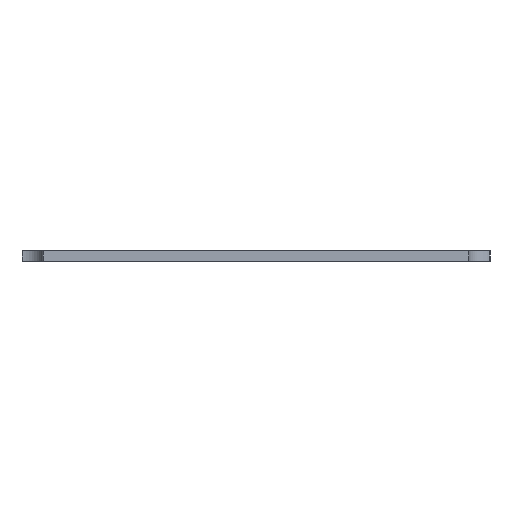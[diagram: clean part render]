
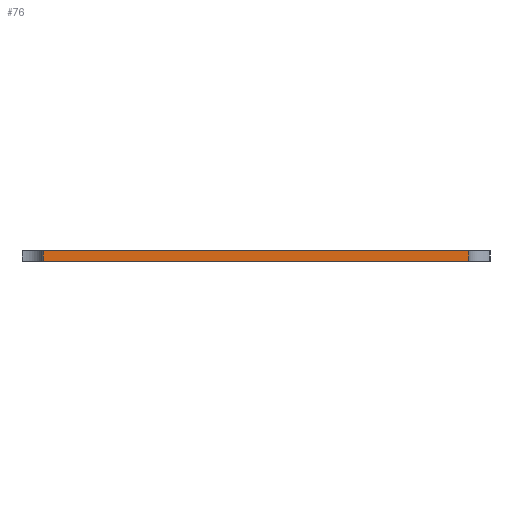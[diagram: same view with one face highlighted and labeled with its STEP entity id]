
A CAD part, left-side view. The second image highlights one B-rep face of the part: STEP entity #76.
In plain terms, the highlighted planar face has unit normal (-1, 0, 0).
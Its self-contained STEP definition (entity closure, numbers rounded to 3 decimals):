
#76=ADVANCED_FACE('',(#258),#2334,.T.);
#258=FACE_OUTER_BOUND('',#440,.T.);
#440=EDGE_LOOP('',(#992,#993,#994,#995));
#992=ORIENTED_EDGE('',*,*,#1529,.T.);
#993=ORIENTED_EDGE('',*,*,#1294,.F.);
#994=ORIENTED_EDGE('',*,*,#1528,.T.);
#995=ORIENTED_EDGE('',*,*,#1392,.T.);
#1294=EDGE_CURVE('',#2056,#2057,#1775,.T.);
#1392=EDGE_CURVE('',#2180,#2181,#1837,.T.);
#1528=EDGE_CURVE('',#2056,#2180,#1930,.T.);
#1529=EDGE_CURVE('',#2181,#2057,#1931,.T.);
#1775=B_SPLINE_CURVE_WITH_KNOTS('',1,(#4151,#4152),.UNSPECIFIED.,.F.,.F.,
(2,2),(-80.,0.),.UNSPECIFIED.);
#1837=B_SPLINE_CURVE_WITH_KNOTS('',1,(#4451,#4452),.UNSPECIFIED.,.F.,.F.,
(2,2),(-80.,0.),.UNSPECIFIED.);
#1930=B_SPLINE_CURVE_WITH_KNOTS('',1,(#4846,#4847),.UNSPECIFIED.,.F.,.F.,
(2,2),(-2.,0.),.UNSPECIFIED.);
#1931=B_SPLINE_CURVE_WITH_KNOTS('',1,(#4848,#4849),.UNSPECIFIED.,.F.,.F.,
(2,2),(0.,2.),.UNSPECIFIED.);
#2056=VERTEX_POINT('',#3832);
#2057=VERTEX_POINT('',#3833);
#2180=VERTEX_POINT('',#3956);
#2181=VERTEX_POINT('',#3957);
#2334=PLANE('',#2486);
#2486=AXIS2_PLACEMENT_3D('',#3160,#2553,$);
#2553=DIRECTION('',(-1.,0.,0.));
#3160=CARTESIAN_POINT('',(-100.,48.001,-0.201));
#3832=CARTESIAN_POINT('',(-100.,-40.,0.));
#3833=CARTESIAN_POINT('',(-100.,40.,0.));
#3956=CARTESIAN_POINT('',(-100.,-40.,2.));
#3957=CARTESIAN_POINT('',(-100.,40.,2.));
#4151=CARTESIAN_POINT('',(-100.,-40.,0.));
#4152=CARTESIAN_POINT('',(-100.,40.,0.));
#4451=CARTESIAN_POINT('',(-100.,-40.,2.));
#4452=CARTESIAN_POINT('',(-100.,40.,2.));
#4846=CARTESIAN_POINT('',(-100.,-40.,0.));
#4847=CARTESIAN_POINT('',(-100.,-40.,2.));
#4848=CARTESIAN_POINT('',(-100.,40.,2.));
#4849=CARTESIAN_POINT('',(-100.,40.,0.));
